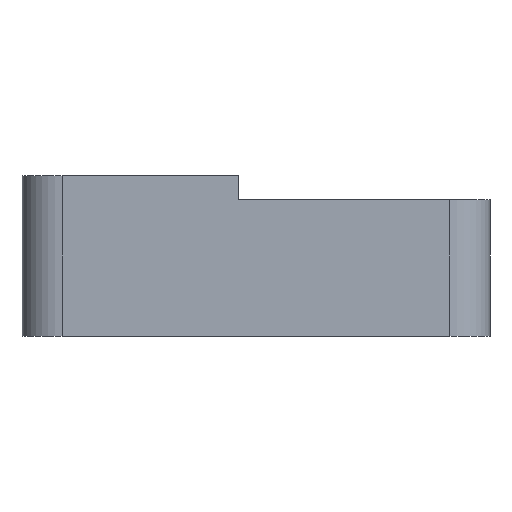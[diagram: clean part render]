
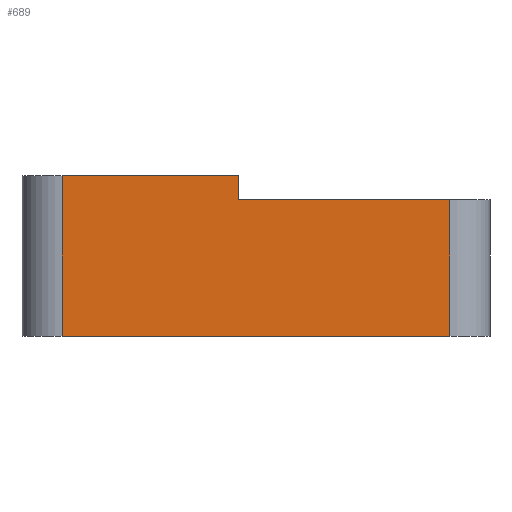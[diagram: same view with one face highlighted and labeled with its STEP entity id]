
A CAD part, front view. The second image highlights one B-rep face of the part: STEP entity #689.
In plain terms, the highlighted planar face has unit normal (0, -1, 0).
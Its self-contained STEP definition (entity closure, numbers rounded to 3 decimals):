
#77=FACE_OUTER_BOUND('',#116,.T.);
#116=EDGE_LOOP('',(#525,#526,#527,#528,#529,#530));
#191=LINE('',#1070,#263);
#195=LINE('',#1077,#267);
#197=LINE('',#1082,#269);
#198=LINE('',#1084,#270);
#199=LINE('',#1086,#271);
#200=LINE('',#1087,#272);
#263=VECTOR('',#853,10.);
#267=VECTOR('',#859,10.);
#269=VECTOR('',#865,10.);
#270=VECTOR('',#866,10.);
#271=VECTOR('',#867,10.);
#272=VECTOR('',#868,10.);
#325=VERTEX_POINT('',#1059);
#330=VERTEX_POINT('',#1068);
#332=VERTEX_POINT('',#1076);
#333=VERTEX_POINT('',#1081);
#334=VERTEX_POINT('',#1083);
#335=VERTEX_POINT('',#1085);
#401=EDGE_CURVE('',#330,#325,#191,.T.);
#405=EDGE_CURVE('',#332,#325,#195,.T.);
#407=EDGE_CURVE('',#333,#330,#197,.T.);
#408=EDGE_CURVE('',#334,#333,#198,.T.);
#409=EDGE_CURVE('',#335,#334,#199,.T.);
#410=EDGE_CURVE('',#332,#335,#200,.T.);
#525=ORIENTED_EDGE('',*,*,#407,.F.);
#526=ORIENTED_EDGE('',*,*,#408,.F.);
#527=ORIENTED_EDGE('',*,*,#409,.F.);
#528=ORIENTED_EDGE('',*,*,#410,.F.);
#529=ORIENTED_EDGE('',*,*,#405,.T.);
#530=ORIENTED_EDGE('',*,*,#401,.F.);
#663=PLANE('',#743);
#689=ADVANCED_FACE('',(#77),#663,.T.);
#743=AXIS2_PLACEMENT_3D('',#1080,#863,#864);
#853=DIRECTION('',(1.,0.,0.));
#859=DIRECTION('',(0.,0.,1.));
#863=DIRECTION('center_axis',(0.,-1.,0.));
#864=DIRECTION('ref_axis',(1.,0.,0.));
#865=DIRECTION('',(0.,0.,1.));
#866=DIRECTION('',(-1.,0.,0.));
#867=DIRECTION('',(0.,0.,-1.));
#868=DIRECTION('',(1.,0.,0.));
#1059=CARTESIAN_POINT('',(-21.9,-9.5,20.));
#1068=CARTESIAN_POINT('',(-43.88,-9.5,20.));
#1070=CARTESIAN_POINT('',(-46.014,-9.5,20.));
#1076=CARTESIAN_POINT('',(-21.9,-9.5,17.));
#1077=CARTESIAN_POINT('',(-21.9,-9.5,10.));
#1080=CARTESIAN_POINT('Origin',(-48.88,-9.5,0.));
#1081=CARTESIAN_POINT('',(-43.88,-9.5,0.));
#1082=CARTESIAN_POINT('',(-43.88,-9.5,0.));
#1083=CARTESIAN_POINT('',(4.5,-9.5,0.));
#1084=CARTESIAN_POINT('',(9.5,-9.5,0.));
#1085=CARTESIAN_POINT('',(4.5,-9.5,17.));
#1086=CARTESIAN_POINT('',(4.5,-9.5,0.));
#1087=CARTESIAN_POINT('',(9.5,-9.5,17.));
